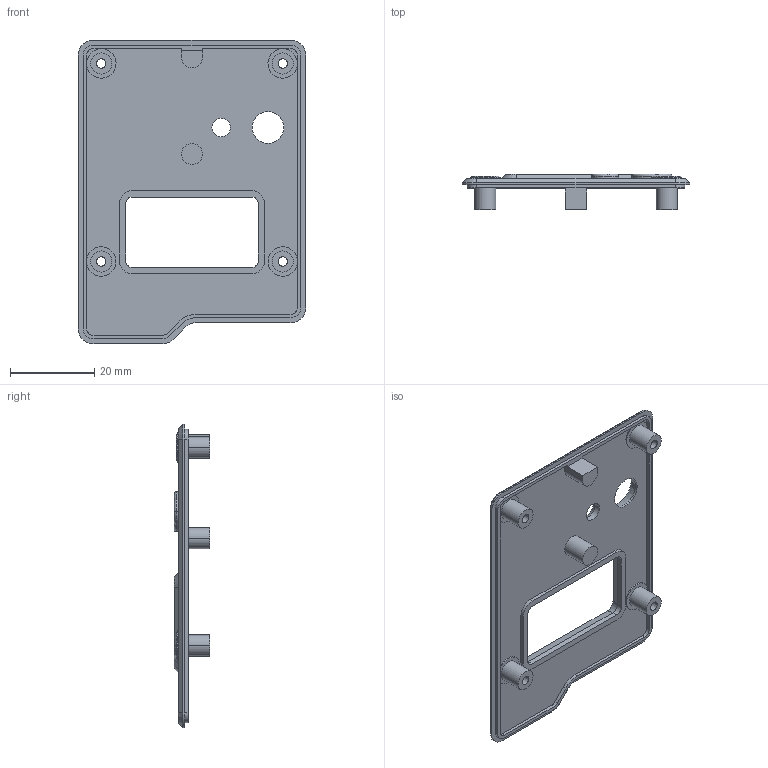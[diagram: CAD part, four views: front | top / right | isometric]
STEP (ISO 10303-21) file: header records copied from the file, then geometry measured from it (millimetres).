
FILE_DESCRIPTION((''),'2;1');
FILE_NAME('UP','2025-05-23T15:31:41',('seeed'),(''),'CREO PARAMETRIC BY PTC INC, 2021284','CREO PARAMETRIC BY PTC INC, 2021284','');
FILE_SCHEMA(('CONFIG_CONTROL_DESIGN'));
Length unit declared in the file: millimetre
Products named in the file (1): UP
Bounding box: 54 x 8.49 x 72 mm (x, y, z)
Volume: 5497.8 mm3; surface area: 8303 mm2
Topology: 1 solids, 1 shells, 342 faces, 868 edges, 560 vertices
Faces by surface type: plane 114, cylinder 110, extrusion 66, cone 28, sphere 16, torus 4, bspline 4
Entity records: 11304 total; most frequent: CARTESIAN_POINT 3002, ORIENTED_EDGE 1736, DIRECTION 1628, EDGE_CURVE 868, VERTEX_POINT 560, AXIS2_PLACEMENT_3D 554, VECTOR 520, LINE 454
